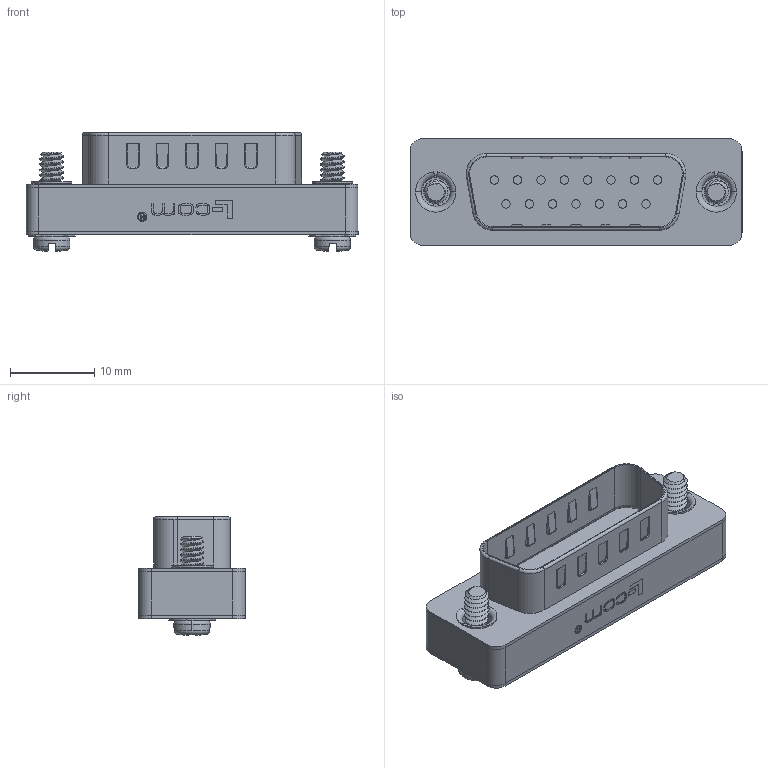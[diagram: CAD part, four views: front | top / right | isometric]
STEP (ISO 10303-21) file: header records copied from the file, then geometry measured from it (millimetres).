
FILE_DESCRIPTION (( 'STEP AP203' ), '1' );
FILE_NAME ('DML015S.STEP', '2014-10-03T12:27:34', ( 'x' ), ( '' ), 'SwSTEP 2.0', 'SolidWorks 2014', '' );
FILE_SCHEMA (( 'CONFIG_CONTROL_DESIGN' ));
Length unit declared in the file: millimetre
Products named in the file (7): DML015P-MA2; DML015S-MA4; DML015P-MA5; DML015P-MA6; DML015S; DML015P-MA3_New L-com Logo - DB15-HD26; DML015S-MA1
Assembly tree (8 placements, depth 2):
  DML015S
    DML015P-MA3_New L-com Logo - DB15-HD26
    DML015S-MA1
    DML015P-MA2
    DML015S-MA4
    DML015P-MA5  x2
    DML015P-MA6  x2
Bounding box: 39.4 x 12.65 x 14.08 mm (x, y, z)
Volume: 2920.4 mm3; surface area: 5833.3 mm2
Topology: 8 solids, 8 shells, 1086 faces, 2682 edges, 1671 vertices
Faces by surface type: plane 412, cylinder 324, bspline 210, torus 92, sphere 32, cone 16
Entity records: 34193 total; most frequent: CARTESIAN_POINT 13460, ORIENTED_EDGE 4410, DIRECTION 3743, EDGE_CURVE 2205, VERTEX_POINT 1392, AXIS2_PLACEMENT_3D 1310, LINE 1123, VECTOR 1123
